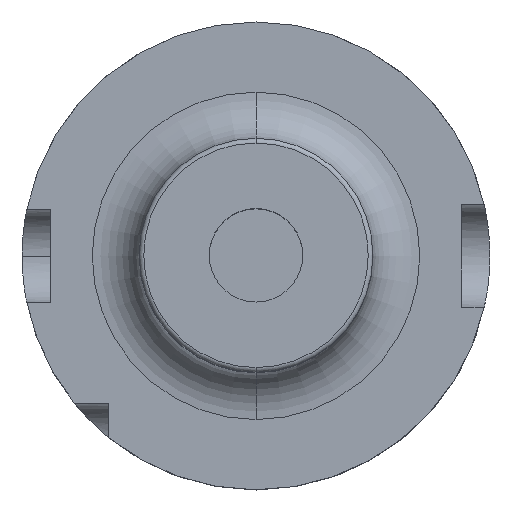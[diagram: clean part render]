
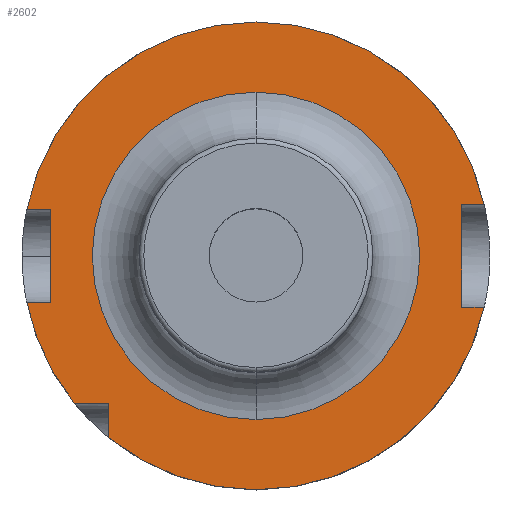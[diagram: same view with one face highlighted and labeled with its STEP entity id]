
A CAD part, top view. The second image highlights one B-rep face of the part: STEP entity #2602.
In plain terms, the highlighted planar face has unit normal (0, 0, 1).
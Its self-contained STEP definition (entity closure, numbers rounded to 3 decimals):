
#6 = CARTESIAN_POINT ( 'NONE',  ( 48.775, -11., 29. ) ) ;
#9 = DIRECTION ( 'NONE',  ( 0., 0., -1. ) ) ;
#25 = LINE ( 'NONE', #220, #1847 ) ;
#72 = DIRECTION ( 'NONE',  ( -1., 0., 0. ) ) ;
#128 = VECTOR ( 'NONE', #2592, 1000. ) ;
#135 = CARTESIAN_POINT ( 'NONE',  ( 0., -10., 29. ) ) ;
#144 = DIRECTION ( 'NONE',  ( 0., 1., 0. ) ) ;
#203 = LINE ( 'NONE', #1898, #313 ) ;
#212 = EDGE_CURVE ( 'NONE', #959, #1571, #203, .T. ) ;
#220 = CARTESIAN_POINT ( 'NONE',  ( 0., 10., 29. ) ) ;
#248 = ORIENTED_EDGE ( 'NONE', *, *, #1055, .F. ) ;
#270 = LINE ( 'NONE', #294, #128 ) ;
#275 = ORIENTED_EDGE ( 'NONE', *, *, #1153, .F. ) ;
#290 = FACE_BOUND ( 'NONE', #811, .T. ) ;
#294 = CARTESIAN_POINT ( 'NONE',  ( 0., 11., 29. ) ) ;
#307 = VECTOR ( 'NONE', #569, 1000. ) ;
#313 = VECTOR ( 'NONE', #1650, 1000. ) ;
#331 = VECTOR ( 'NONE', #1407, 1000. ) ;
#392 = PLANE ( 'NONE',  #2884 ) ;
#413 = CARTESIAN_POINT ( 'NONE',  ( -44., -10., 29. ) ) ;
#440 = ORIENTED_EDGE ( 'NONE', *, *, #212, .T. ) ;
#466 = LINE ( 'NONE', #2897, #2851 ) ;
#479 = AXIS2_PLACEMENT_3D ( 'NONE', #925, #1848, #2073 ) ;
#504 = CIRCLE ( 'NONE', #2396, 50. ) ;
#509 = VECTOR ( 'NONE', #2732, 1000. ) ;
#535 = CARTESIAN_POINT ( 'NONE',  ( 0., 0., 29. ) ) ;
#569 = DIRECTION ( 'NONE',  ( 1., 0., 0. ) ) ;
#609 = CARTESIAN_POINT ( 'NONE',  ( 0., 0., 29. ) ) ;
#620 = VERTEX_POINT ( 'NONE', #1237 ) ;
#682 = EDGE_CURVE ( 'NONE', #2440, #1722, #2880, .T. ) ;
#753 = CARTESIAN_POINT ( 'NONE',  ( -38.83, -31.5, 29. ) ) ;
#787 = EDGE_CURVE ( 'NONE', #1782, #1722, #466, .T. ) ;
#811 = EDGE_LOOP ( 'NONE', ( #2158, #1405 ) ) ;
#817 = DIRECTION ( 'NONE',  ( 0., 0., -1. ) ) ;
#822 = EDGE_CURVE ( 'NONE', #1742, #1640, #865, .T. ) ;
#833 = DIRECTION ( 'NONE',  ( 0., -1., 0. ) ) ;
#861 = DIRECTION ( 'NONE',  ( 0., 1., 0. ) ) ;
#865 = CIRCLE ( 'NONE', #2558, 35. ) ;
#891 = CARTESIAN_POINT ( 'NONE',  ( -48.99, 10., 29. ) ) ;
#905 = CARTESIAN_POINT ( 'NONE',  ( 44., -11., 29. ) ) ;
#918 = CARTESIAN_POINT ( 'NONE',  ( -44., 10., 29. ) ) ;
#925 = CARTESIAN_POINT ( 'NONE',  ( 0., 0., 29. ) ) ;
#936 = EDGE_CURVE ( 'NONE', #998, #1571, #2810, .T. ) ;
#959 = VERTEX_POINT ( 'NONE', #6 ) ;
#973 = EDGE_CURVE ( 'NONE', #998, #1599, #270, .T. ) ;
#998 = VERTEX_POINT ( 'NONE', #1869 ) ;
#1007 = CARTESIAN_POINT ( 'NONE',  ( -31.5, -31.5, 29. ) ) ;
#1050 = CIRCLE ( 'NONE', #2153, 50. ) ;
#1055 = EDGE_CURVE ( 'NONE', #2010, #1789, #1429, .T. ) ;
#1124 = CARTESIAN_POINT ( 'NONE',  ( 0., 35., 29. ) ) ;
#1127 = CARTESIAN_POINT ( 'NONE',  ( 0., 25., 29. ) ) ;
#1143 = CARTESIAN_POINT ( 'NONE',  ( -31.5, 25., 29. ) ) ;
#1151 = DIRECTION ( 'NONE',  ( 0., 1., 0. ) ) ;
#1153 = EDGE_CURVE ( 'NONE', #1789, #1599, #1805, .T. ) ;
#1157 = CARTESIAN_POINT ( 'NONE',  ( 0., -31.5, 29. ) ) ;
#1216 = EDGE_CURVE ( 'NONE', #959, #620, #504, .T. ) ;
#1225 = CARTESIAN_POINT ( 'NONE',  ( 0., 50., 29. ) ) ;
#1237 = CARTESIAN_POINT ( 'NONE',  ( -31.5, -38.83, 29. ) ) ;
#1253 = EDGE_CURVE ( 'NONE', #620, #2923, #1345, .T. ) ;
#1258 = EDGE_CURVE ( 'NONE', #1782, #2010, #25, .T. ) ;
#1338 = DIRECTION ( 'NONE',  ( 0., 0., 1. ) ) ;
#1345 = LINE ( 'NONE', #1143, #1736 ) ;
#1405 = ORIENTED_EDGE ( 'NONE', *, *, #2888, .T. ) ;
#1407 = DIRECTION ( 'NONE',  ( -1., 0., 0. ) ) ;
#1429 = CIRCLE ( 'NONE', #2211, 50. ) ;
#1439 = ORIENTED_EDGE ( 'NONE', *, *, #973, .T. ) ;
#1456 = CIRCLE ( 'NONE', #1470, 35. ) ;
#1470 = AXIS2_PLACEMENT_3D ( 'NONE', #535, #1909, #2377 ) ;
#1514 = CARTESIAN_POINT ( 'NONE',  ( 48.775, 11., 29. ) ) ;
#1517 = CARTESIAN_POINT ( 'NONE',  ( 0., 0., 29. ) ) ;
#1520 = CARTESIAN_POINT ( 'NONE',  ( 44., -11., 29. ) ) ;
#1524 = LINE ( 'NONE', #1157, #331 ) ;
#1571 = VERTEX_POINT ( 'NONE', #1520 ) ;
#1582 = ORIENTED_EDGE ( 'NONE', *, *, #1764, .F. ) ;
#1598 = DIRECTION ( 'NONE',  ( 0., 1., 0. ) ) ;
#1599 = VERTEX_POINT ( 'NONE', #1514 ) ;
#1615 = EDGE_LOOP ( 'NONE', ( #1582, #2882, #2644, #440, #1860, #1439, #275, #248, #1772, #2405, #2683, #1940 ) ) ;
#1640 = VERTEX_POINT ( 'NONE', #1124 ) ;
#1650 = DIRECTION ( 'NONE',  ( -1., 0., 0. ) ) ;
#1722 = VERTEX_POINT ( 'NONE', #413 ) ;
#1736 = VECTOR ( 'NONE', #1598, 1000. ) ;
#1742 = VERTEX_POINT ( 'NONE', #2054 ) ;
#1764 = EDGE_CURVE ( 'NONE', #2923, #2281, #1524, .T. ) ;
#1772 = ORIENTED_EDGE ( 'NONE', *, *, #1258, .F. ) ;
#1782 = VERTEX_POINT ( 'NONE', #918 ) ;
#1784 = DIRECTION ( 'NONE',  ( 0., 0., -1. ) ) ;
#1789 = VERTEX_POINT ( 'NONE', #1225 ) ;
#1805 = CIRCLE ( 'NONE', #479, 50. ) ;
#1847 = VECTOR ( 'NONE', #72, 1000. ) ;
#1848 = DIRECTION ( 'NONE',  ( 0., 0., -1. ) ) ;
#1860 = ORIENTED_EDGE ( 'NONE', *, *, #936, .F. ) ;
#1869 = CARTESIAN_POINT ( 'NONE',  ( 44., 11., 29. ) ) ;
#1898 = CARTESIAN_POINT ( 'NONE',  ( 0., -11., 29. ) ) ;
#1909 = DIRECTION ( 'NONE',  ( 0., 0., -1. ) ) ;
#1940 = ORIENTED_EDGE ( 'NONE', *, *, #1947, .F. ) ;
#1947 = EDGE_CURVE ( 'NONE', #2281, #2440, #1050, .T. ) ;
#2010 = VERTEX_POINT ( 'NONE', #891 ) ;
#2032 = CARTESIAN_POINT ( 'NONE',  ( 0., 0., 29. ) ) ;
#2054 = CARTESIAN_POINT ( 'NONE',  ( 0., -35., 29. ) ) ;
#2073 = DIRECTION ( 'NONE',  ( 0., 1., 0. ) ) ;
#2153 = AXIS2_PLACEMENT_3D ( 'NONE', #1517, #817, #144 ) ;
#2158 = ORIENTED_EDGE ( 'NONE', *, *, #822, .T. ) ;
#2211 = AXIS2_PLACEMENT_3D ( 'NONE', #2032, #2228, #861 ) ;
#2228 = DIRECTION ( 'NONE',  ( 0., 0., -1. ) ) ;
#2232 = DIRECTION ( 'NONE',  ( 0., -1., 0. ) ) ;
#2241 = DIRECTION ( 'NONE',  ( 0., -1., 0. ) ) ;
#2281 = VERTEX_POINT ( 'NONE', #753 ) ;
#2377 = DIRECTION ( 'NONE',  ( 0., -1., 0. ) ) ;
#2396 = AXIS2_PLACEMENT_3D ( 'NONE', #2507, #9, #1151 ) ;
#2405 = ORIENTED_EDGE ( 'NONE', *, *, #787, .T. ) ;
#2440 = VERTEX_POINT ( 'NONE', #2861 ) ;
#2507 = CARTESIAN_POINT ( 'NONE',  ( 0., 0., 29. ) ) ;
#2558 = AXIS2_PLACEMENT_3D ( 'NONE', #609, #1784, #2232 ) ;
#2592 = DIRECTION ( 'NONE',  ( 1., 0., 0. ) ) ;
#2602 = ADVANCED_FACE ( 'NONE', ( #290, #2730 ), #392, .T. ) ;
#2644 = ORIENTED_EDGE ( 'NONE', *, *, #1216, .F. ) ;
#2683 = ORIENTED_EDGE ( 'NONE', *, *, #682, .F. ) ;
#2730 = FACE_OUTER_BOUND ( 'NONE', #1615, .T. ) ;
#2732 = DIRECTION ( 'NONE',  ( 0., -1., 0. ) ) ;
#2810 = LINE ( 'NONE', #905, #509 ) ;
#2851 = VECTOR ( 'NONE', #833, 1000. ) ;
#2861 = CARTESIAN_POINT ( 'NONE',  ( -48.99, -10., 29. ) ) ;
#2880 = LINE ( 'NONE', #135, #307 ) ;
#2882 = ORIENTED_EDGE ( 'NONE', *, *, #1253, .F. ) ;
#2884 = AXIS2_PLACEMENT_3D ( 'NONE', #1127, #1338, #2241 ) ;
#2888 = EDGE_CURVE ( 'NONE', #1640, #1742, #1456, .T. ) ;
#2897 = CARTESIAN_POINT ( 'NONE',  ( -44., -10., 29. ) ) ;
#2923 = VERTEX_POINT ( 'NONE', #1007 ) ;
